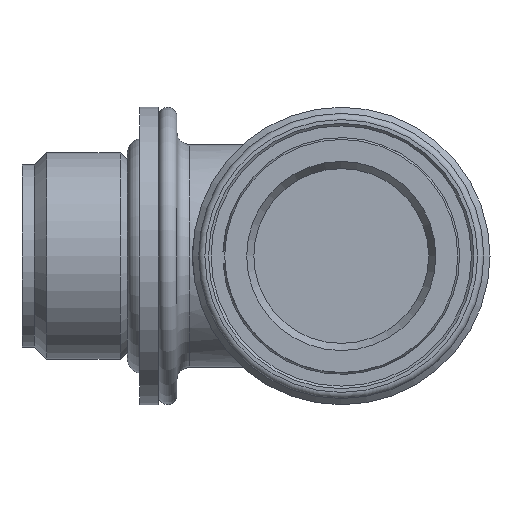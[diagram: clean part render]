
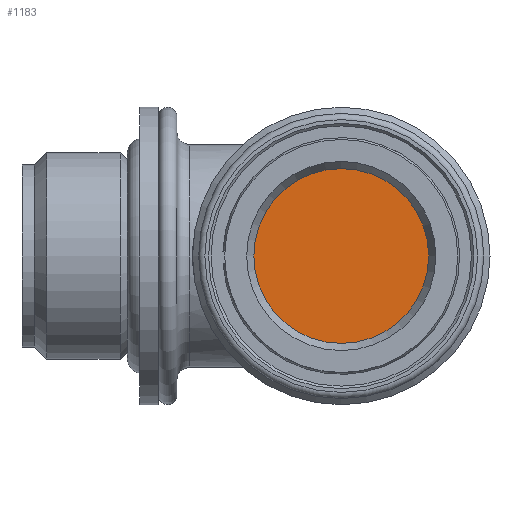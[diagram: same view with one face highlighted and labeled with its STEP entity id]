
A CAD part, left-side view. The second image highlights one B-rep face of the part: STEP entity #1183.
In plain terms, the highlighted planar face has unit normal (-1, 0, 0).
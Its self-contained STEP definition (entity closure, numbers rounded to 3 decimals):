
#196=PLANE('',#1285);
#218=FACE_OUTER_BOUND('',#300,.T.);
#300=EDGE_LOOP('',(#774));
#417=CIRCLE('',#1286,7.05);
#510=VERTEX_POINT('',#1891);
#608=EDGE_CURVE('',#510,#510,#417,.T.);
#774=ORIENTED_EDGE('',*,*,#608,.F.);
#1183=ADVANCED_FACE('',(#218),#196,.T.);
#1285=AXIS2_PLACEMENT_3D('',#1890,#1465,#1466);
#1286=AXIS2_PLACEMENT_3D('',#1892,#1467,#1468);
#1465=DIRECTION('center_axis',(-1.,0.,0.));
#1466=DIRECTION('ref_axis',(0.,0.,1.));
#1467=DIRECTION('center_axis',(1.,0.,0.));
#1468=DIRECTION('ref_axis',(0.,0.,1.));
#1890=CARTESIAN_POINT('Origin',(26.57,0.,0.));
#1891=CARTESIAN_POINT('',(26.57,-7.05,0.));
#1892=CARTESIAN_POINT('Origin',(26.57,0.,0.));
